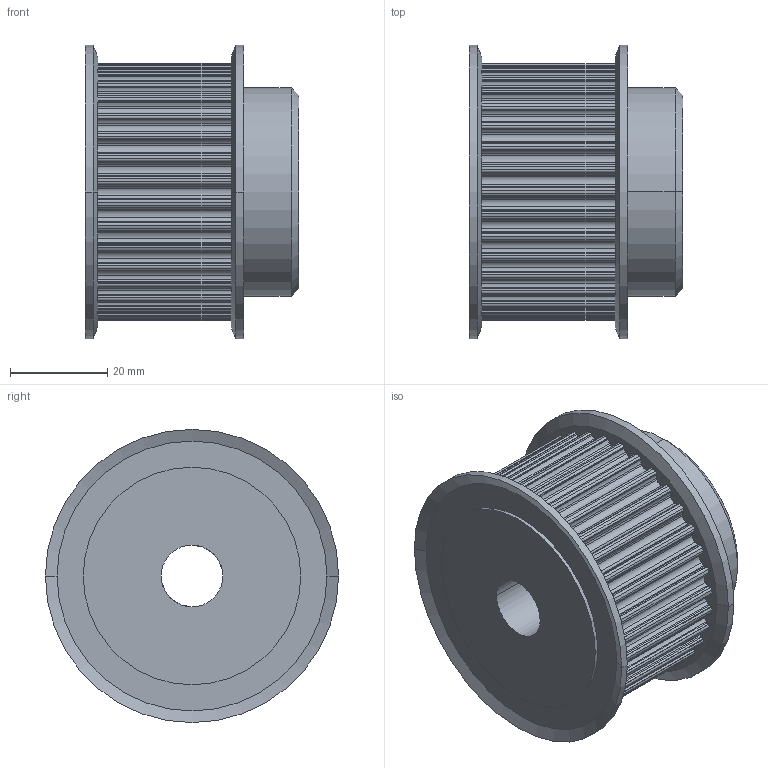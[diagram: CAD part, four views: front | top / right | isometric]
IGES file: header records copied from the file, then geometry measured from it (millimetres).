
Global section: file name: _cgs_temp_output.igs; native system: Creo Parametric by Parametric Technology Corporation; preprocessor: 2016360; author: SYSTEM; organization: Unknown; date: 20170924.115304; units: inch
Bounding box: 44.02 x 60.33 x 60.33 mm (x, y, z)
Volume: 78696.9 mm3; surface area: 17782 mm2
Topology: 1 solids, 3 shells, 447 faces, 1304 edges, 866 vertices
Faces by surface type: revolution 438, bspline 9
